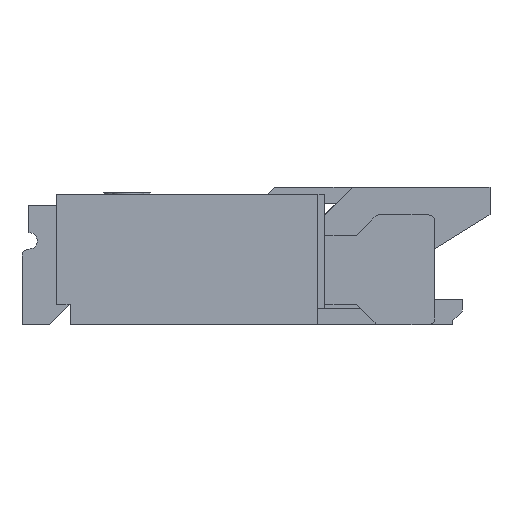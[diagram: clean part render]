
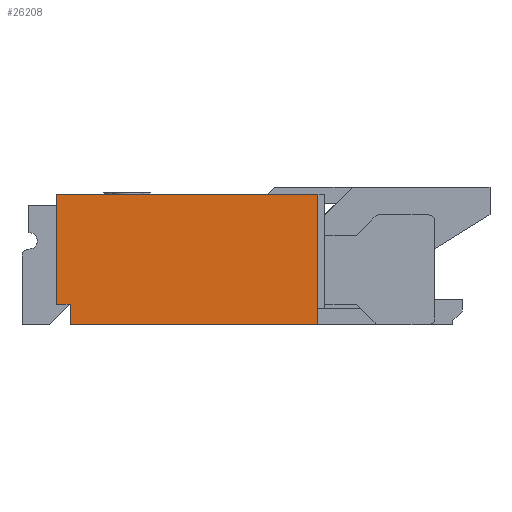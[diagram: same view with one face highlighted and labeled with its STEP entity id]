
A CAD part, left-side view. The second image highlights one B-rep face of the part: STEP entity #26208.
In plain terms, the highlighted planar face has unit normal (-1, 0, 0).
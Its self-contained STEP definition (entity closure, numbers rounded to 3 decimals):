
#455 = VECTOR ( 'NONE', #31457, 1000. ) ;
#1389 = LINE ( 'NONE', #33783, #37440 ) ;
#3154 = LINE ( 'NONE', #32002, #6011 ) ;
#3895 = DIRECTION ( 'NONE',  ( 0., 0., 1. ) ) ;
#5093 = LINE ( 'NONE', #5323, #28873 ) ;
#5323 = CARTESIAN_POINT ( 'NONE',  ( -2.7, 1.35, 0. ) ) ;
#6011 = VECTOR ( 'NONE', #28479, 1000. ) ;
#7174 = CARTESIAN_POINT ( 'NONE',  ( -2.7, -0.45, 0. ) ) ;
#7195 = VERTEX_POINT ( 'NONE', #28106 ) ;
#7428 = PLANE ( 'NONE',  #29018 ) ;
#8129 = ORIENTED_EDGE ( 'NONE', *, *, #17639, .F. ) ;
#8208 = VERTEX_POINT ( 'NONE', #25495 ) ;
#8862 = EDGE_CURVE ( 'NONE', #30159, #36216, #26080, .T. ) ;
#10414 = LINE ( 'NONE', #31923, #455 ) ;
#10524 = VECTOR ( 'NONE', #3895, 1000. ) ;
#11084 = EDGE_CURVE ( 'NONE', #8208, #30159, #3154, .T. ) ;
#11563 = CARTESIAN_POINT ( 'NONE',  ( -2.7, 1.35, 0. ) ) ;
#11686 = LINE ( 'NONE', #33219, #10524 ) ;
#11820 = CARTESIAN_POINT ( 'NONE',  ( -2.7, 1.35, 0.15 ) ) ;
#11987 = VERTEX_POINT ( 'NONE', #11563 ) ;
#13410 = VECTOR ( 'NONE', #33177, 1000. ) ;
#15853 = DIRECTION ( 'NONE',  ( 0., 1., 0. ) ) ;
#17639 = EDGE_CURVE ( 'NONE', #41975, #7195, #1389, .T. ) ;
#18131 = FACE_OUTER_BOUND ( 'NONE', #32858, .T. ) ;
#18712 = ORIENTED_EDGE ( 'NONE', *, *, #21655, .F. ) ;
#19767 = DIRECTION ( 'NONE',  ( 0., 0., 1. ) ) ;
#21168 = ORIENTED_EDGE ( 'NONE', *, *, #37057, .F. ) ;
#21655 = EDGE_CURVE ( 'NONE', #11987, #41975, #5093, .T. ) ;
#22675 = ORIENTED_EDGE ( 'NONE', *, *, #28196, .F. ) ;
#24992 = CARTESIAN_POINT ( 'NONE',  ( -2.7, -0.45, 0.95 ) ) ;
#25437 = DIRECTION ( 'NONE',  ( 0., 1., 0. ) ) ;
#25495 = CARTESIAN_POINT ( 'NONE',  ( -2.7, 1.45, 0.95 ) ) ;
#25901 = DIRECTION ( 'NONE',  ( -1., 0., 0. ) ) ;
#26080 = LINE ( 'NONE', #44388, #13410 ) ;
#26208 = ADVANCED_FACE ( 'NONE', ( #18131 ), #7428, .T. ) ;
#28106 = CARTESIAN_POINT ( 'NONE',  ( -2.7, 1.45, 0.15 ) ) ;
#28196 = EDGE_CURVE ( 'NONE', #36216, #11987, #10414, .T. ) ;
#28479 = DIRECTION ( 'NONE',  ( 0., -1., 0. ) ) ;
#28873 = VECTOR ( 'NONE', #19767, 1000. ) ;
#29018 = AXIS2_PLACEMENT_3D ( 'NONE', #43285, #25901, #25437 ) ;
#30159 = VERTEX_POINT ( 'NONE', #24992 ) ;
#31457 = DIRECTION ( 'NONE',  ( 0., 1., 0. ) ) ;
#31923 = CARTESIAN_POINT ( 'NONE',  ( -2.7, 0., 0. ) ) ;
#32002 = CARTESIAN_POINT ( 'NONE',  ( -2.7, 0., 0.95 ) ) ;
#32858 = EDGE_LOOP ( 'NONE', ( #36221, #21168, #8129, #18712, #22675, #34773 ) ) ;
#33177 = DIRECTION ( 'NONE',  ( 0., 0., -1. ) ) ;
#33219 = CARTESIAN_POINT ( 'NONE',  ( -2.7, 1.45, 0. ) ) ;
#33783 = CARTESIAN_POINT ( 'NONE',  ( -2.7, 0., 0.15 ) ) ;
#34773 = ORIENTED_EDGE ( 'NONE', *, *, #8862, .F. ) ;
#36216 = VERTEX_POINT ( 'NONE', #7174 ) ;
#36221 = ORIENTED_EDGE ( 'NONE', *, *, #11084, .F. ) ;
#37057 = EDGE_CURVE ( 'NONE', #7195, #8208, #11686, .T. ) ;
#37440 = VECTOR ( 'NONE', #15853, 1000. ) ;
#41975 = VERTEX_POINT ( 'NONE', #11820 ) ;
#43285 = CARTESIAN_POINT ( 'NONE',  ( -2.7, 0., 0. ) ) ;
#44388 = CARTESIAN_POINT ( 'NONE',  ( -2.7, -0.45, 0. ) ) ;
